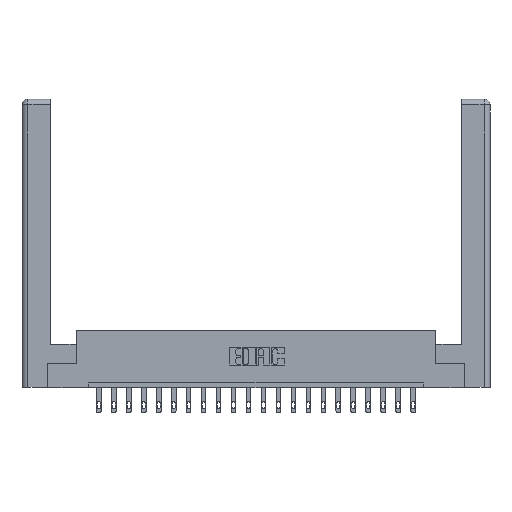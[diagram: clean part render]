
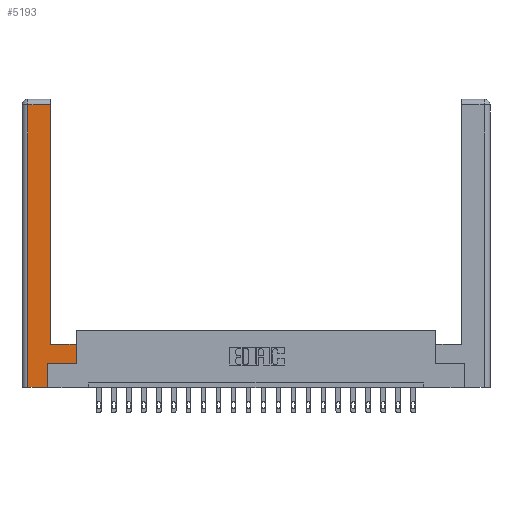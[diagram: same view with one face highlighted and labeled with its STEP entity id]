
A CAD part, top view. The second image highlights one B-rep face of the part: STEP entity #5193.
In plain terms, the highlighted planar face has unit normal (0, 0, 1).
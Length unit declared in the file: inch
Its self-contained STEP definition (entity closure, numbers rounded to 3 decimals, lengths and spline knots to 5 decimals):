
#779 = EDGE_CURVE ( 'NONE', #14671, #18419, #18393, .T. ) ;
#780 = CARTESIAN_POINT ( 'NONE',  ( 0.0615, 0., 0. ) ) ;
#1069 = VECTOR ( 'NONE', #13251, 39.37008 ) ;
#2317 = EDGE_CURVE ( 'NONE', #18419, #18193, #10525, .T. ) ;
#2697 = ORIENTED_EDGE ( 'NONE', *, *, #5552, .T. ) ;
#2794 = EDGE_LOOP ( 'NONE', ( #15036, #11896, #12947, #11467, #2697, #10129, #8566, #13853 ) ) ;
#3271 = LINE ( 'NONE', #6355, #11939 ) ;
#3450 = AXIS2_PLACEMENT_3D ( 'NONE', #5106, #18497, #10361 ) ;
#3611 = EDGE_CURVE ( 'NONE', #8841, #12416, #13618, .T. ) ;
#4086 = DIRECTION ( 'NONE',  ( 0., -1., 0. ) ) ;
#4636 = DIRECTION ( 'NONE',  ( 0., 1., 0. ) ) ;
#5003 = EDGE_CURVE ( 'NONE', #5672, #8841, #21033, .T. ) ;
#5106 = CARTESIAN_POINT ( 'NONE',  ( 0., 0., 0. ) ) ;
#5193 = ADVANCED_FACE ( 'NONE', ( #9352 ), #11992, .F. ) ;
#5230 = CARTESIAN_POINT ( 'NONE',  ( 0.565, 0.245, 0. ) ) ;
#5362 = LINE ( 'NONE', #7467, #9802 ) ;
#5384 = CARTESIAN_POINT ( 'NONE',  ( 0.295, 0.45, 0. ) ) ;
#5552 = EDGE_CURVE ( 'NONE', #17427, #18557, #19711, .T. ) ;
#5672 = VERTEX_POINT ( 'NONE', #11558 ) ;
#5857 = CARTESIAN_POINT ( 'NONE',  ( 0.565, 0.45, 0. ) ) ;
#6276 = CARTESIAN_POINT ( 'NONE',  ( 0.265, 0., 0. ) ) ;
#6355 = CARTESIAN_POINT ( 'NONE',  ( 0.295, 3., 0. ) ) ;
#6775 = DIRECTION ( 'NONE',  ( -1., 0., 0. ) ) ;
#7467 = CARTESIAN_POINT ( 'NONE',  ( 0.565, 0.245, 0. ) ) ;
#7816 = CARTESIAN_POINT ( 'NONE',  ( 0.295, 0.45, 0. ) ) ;
#8092 = CARTESIAN_POINT ( 'NONE',  ( 0.0615, 2.94, 0. ) ) ;
#8566 = ORIENTED_EDGE ( 'NONE', *, *, #779, .T. ) ;
#8652 = CARTESIAN_POINT ( 'NONE',  ( 0.565, 0.45, 0. ) ) ;
#8730 = CARTESIAN_POINT ( 'NONE',  ( 0.265, 0.245, 0. ) ) ;
#8841 = VERTEX_POINT ( 'NONE', #8092 ) ;
#9032 = CARTESIAN_POINT ( 'NONE',  ( 0.265, 0.245, 0. ) ) ;
#9352 = FACE_OUTER_BOUND ( 'NONE', #2794, .T. ) ;
#9448 = VECTOR ( 'NONE', #6775, 39.37008 ) ;
#9802 = VECTOR ( 'NONE', #19241, 39.37008 ) ;
#10086 = VECTOR ( 'NONE', #10730, 39.37008 ) ;
#10129 = ORIENTED_EDGE ( 'NONE', *, *, #19494, .T. ) ;
#10361 = DIRECTION ( 'NONE',  ( -1., 0., 0. ) ) ;
#10525 = LINE ( 'NONE', #5384, #9448 ) ;
#10730 = DIRECTION ( 'NONE',  ( 0., 1., 0. ) ) ;
#10839 = CARTESIAN_POINT ( 'NONE',  ( 0.0615, 0., 0. ) ) ;
#11209 = EDGE_CURVE ( 'NONE', #12416, #17427, #12342, .T. ) ;
#11467 = ORIENTED_EDGE ( 'NONE', *, *, #11209, .T. ) ;
#11558 = CARTESIAN_POINT ( 'NONE',  ( 0.295, 2.94, 0. ) ) ;
#11896 = ORIENTED_EDGE ( 'NONE', *, *, #5003, .T. ) ;
#11939 = VECTOR ( 'NONE', #4636, 39.37008 ) ;
#11992 = PLANE ( 'NONE',  #3450 ) ;
#12342 = LINE ( 'NONE', #6276, #1069 ) ;
#12416 = VERTEX_POINT ( 'NONE', #10839 ) ;
#12850 = VECTOR ( 'NONE', #4086, 39.37008 ) ;
#12947 = ORIENTED_EDGE ( 'NONE', *, *, #3611, .T. ) ;
#13251 = DIRECTION ( 'NONE',  ( 1., 0., 0. ) ) ;
#13326 = DIRECTION ( 'NONE',  ( -1., 0., 0. ) ) ;
#13473 = VECTOR ( 'NONE', #13786, 39.37008 ) ;
#13618 = LINE ( 'NONE', #780, #12850 ) ;
#13786 = DIRECTION ( 'NONE',  ( 0., 1., 0. ) ) ;
#13853 = ORIENTED_EDGE ( 'NONE', *, *, #2317, .T. ) ;
#14671 = VERTEX_POINT ( 'NONE', #5230 ) ;
#15036 = ORIENTED_EDGE ( 'NONE', *, *, #19620, .T. ) ;
#15630 = VECTOR ( 'NONE', #13326, 39.37008 ) ;
#17427 = VERTEX_POINT ( 'NONE', #18349 ) ;
#18193 = VERTEX_POINT ( 'NONE', #7816 ) ;
#18349 = CARTESIAN_POINT ( 'NONE',  ( 0.265, 0., 0. ) ) ;
#18393 = LINE ( 'NONE', #8652, #13473 ) ;
#18419 = VERTEX_POINT ( 'NONE', #5857 ) ;
#18497 = DIRECTION ( 'NONE',  ( 0., 0., -1. ) ) ;
#18557 = VERTEX_POINT ( 'NONE', #8730 ) ;
#19241 = DIRECTION ( 'NONE',  ( 1., 0., 0. ) ) ;
#19494 = EDGE_CURVE ( 'NONE', #18557, #14671, #5362, .T. ) ;
#19620 = EDGE_CURVE ( 'NONE', #18193, #5672, #3271, .T. ) ;
#19711 = LINE ( 'NONE', #9032, #10086 ) ;
#19880 = CARTESIAN_POINT ( 'NONE',  ( 0.0615, 2.94, 0. ) ) ;
#21033 = LINE ( 'NONE', #19880, #15630 ) ;
